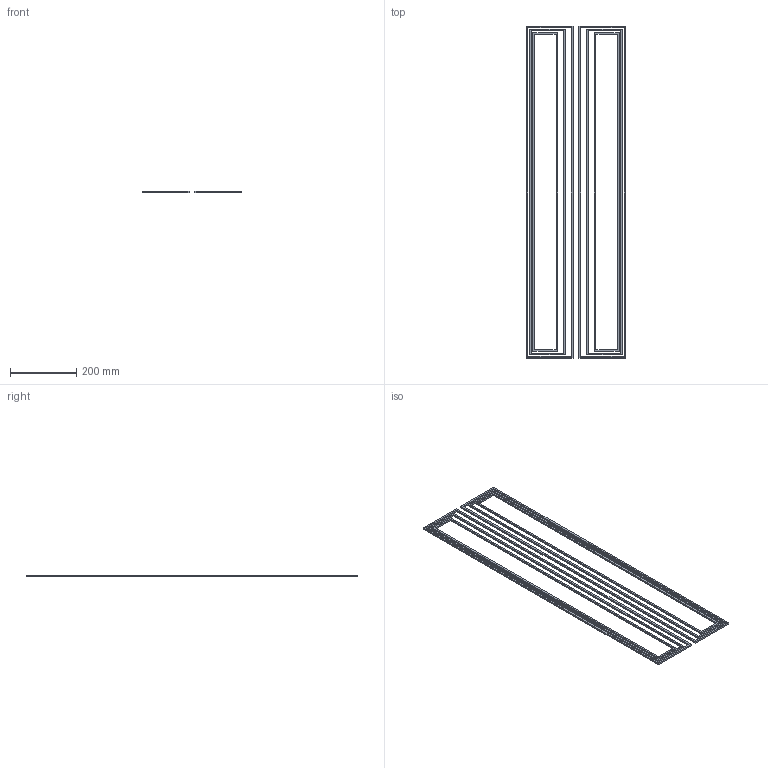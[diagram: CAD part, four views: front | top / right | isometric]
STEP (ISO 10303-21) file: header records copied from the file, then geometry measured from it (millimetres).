
FILE_DESCRIPTION(/* description */ (''),/* implementation_level */ '2;1');
FILE_NAME(/* name */ 'primary_coil.stp',/* time_stamp */ '2021-01-20T13:41:16+13:00',/* author */ ('phamv'),/* organization */ (''),/* preprocessor_version */ 'ST-DEVELOPER v18',/* originating_system */ 'Autodesk Inventor 2020',/* authorisation */ '');
FILE_SCHEMA (('AUTOMOTIVE_DESIGN { 1 0 10303 214 3 1 1 }'));
Length unit declared in the file: millimetre
Products named in the file (1): primary_coil
Bounding box: 300 x 1000 x 5 mm (x, y, z)
Volume: 323400 mm3; surface area: 258720 mm2
Topology: 6 solids, 6 shells, 60 faces, 144 edges, 96 vertices
Faces by surface type: plane 60
Entity records: 1837 total; most frequent: CARTESIAN_POINT 301, ORIENTED_EDGE 288, DIRECTION 266, LINE 144, VECTOR 144, EDGE_CURVE 144, VERTEX_POINT 96, EDGE_LOOP 72
